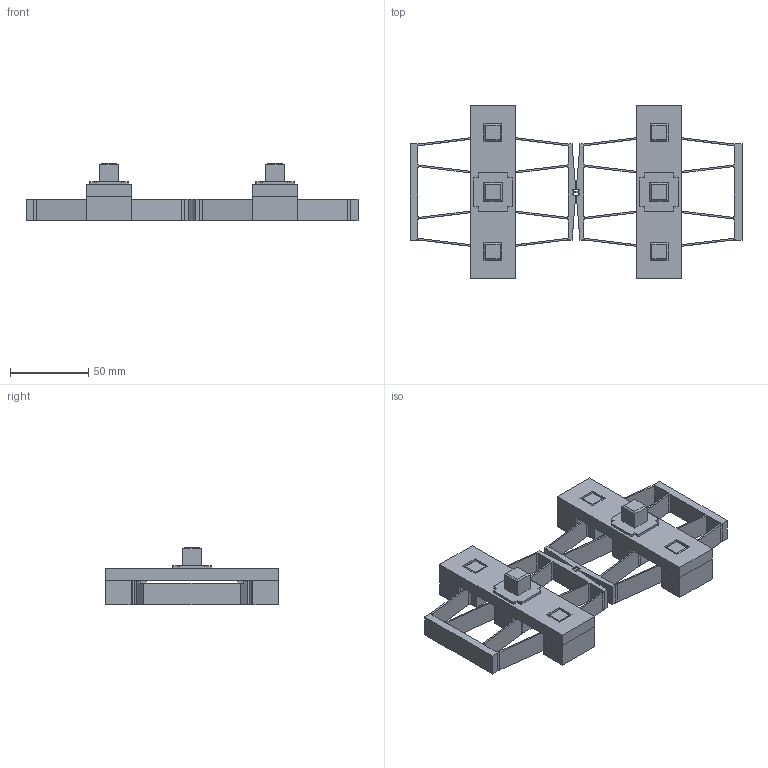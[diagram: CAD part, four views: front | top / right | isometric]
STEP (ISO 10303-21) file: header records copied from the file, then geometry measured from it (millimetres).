
FILE_DESCRIPTION(/* description */ (''),/* implementation_level */ '2;1');
FILE_NAME(/* name */ 'liner flexor bearing decopling YY v12.step',/* time_stamp */ '2024-05-04T12:20:42+10:00',/* author */ (''),/* organization */ (''),/* preprocessor_version */ 'ST-DEVELOPER v20',/* originating_system */ 'Autodesk Translation Framework v12.20.1.177',/* authorisation */ '');
FILE_SCHEMA (('AUTOMOTIVE_DESIGN { 1 0 10303 214 3 1 1 }'));
Length unit declared in the file: millimetre
Products named in the file (3): y flex; flex; top
Assembly tree (2 placements, depth 2):
  y flex
    flex
    top
Bounding box: 211.83 x 110.7 x 37 mm (x, y, z)
Volume: 132128.9 mm3; surface area: 66093.5 mm2
Topology: 3 solids, 3 shells, 442 faces, 1232 edges, 800 vertices
Faces by surface type: plane 318, cylinder 124
Entity records: 14172 total; most frequent: CARTESIAN_POINT 2479, ORIENTED_EDGE 2464, DIRECTION 2374, EDGE_CURVE 1232, LINE 984, VECTOR 984, VERTEX_POINT 800, AXIS2_PLACEMENT_3D 695
